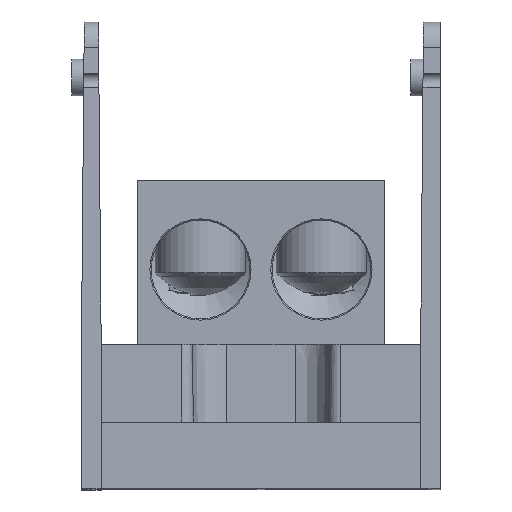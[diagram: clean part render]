
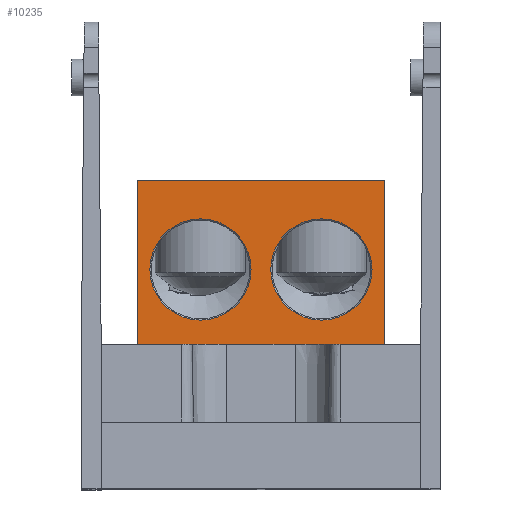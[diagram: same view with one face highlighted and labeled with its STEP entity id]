
A CAD part, top view. The second image highlights one B-rep face of the part: STEP entity #10235.
In plain terms, the highlighted planar face has unit normal (0, 0, 1).
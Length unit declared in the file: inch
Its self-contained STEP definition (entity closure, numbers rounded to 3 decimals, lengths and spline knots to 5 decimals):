
#199 = EDGE_CURVE ( 'NONE', #24694, #24694, #13194, .T. ) ;
#203 = EDGE_CURVE ( 'NONE', #1758, #1758, #2202, .T. ) ;
#209 = EDGE_CURVE ( 'NONE', #23080, #3802, #2174, .T. ) ;
#235 = EDGE_CURVE ( 'NONE', #7985, #3802, #2111, .T. ) ;
#282 = EDGE_CURVE ( 'NONE', #12504, #7985, #6950, .T. ) ;
#449 = DIRECTION ( 'NONE',  ( -1., 0., 0. ) ) ;
#519 = CARTESIAN_POINT ( 'NONE',  ( 0.94, 2.35, 1.25 ) ) ;
#618 = VECTOR ( 'NONE', #18444, 39.37008 ) ;
#938 = ORIENTED_EDGE ( 'NONE', *, *, #199, .T. ) ;
#1758 = VERTEX_POINT ( 'NONE', #10430 ) ;
#1922 = VECTOR ( 'NONE', #20018, 39.37008 ) ;
#2079 = VECTOR ( 'NONE', #20859, 39.37008 ) ;
#2111 = LINE ( 'NONE', #19922, #1922 ) ;
#2174 = LINE ( 'NONE', #20185, #2079 ) ;
#2202 = CIRCLE ( 'NONE', #29598, 0.385 ) ;
#3802 = VERTEX_POINT ( 'NONE', #27806 ) ;
#5070 = DIRECTION ( 'NONE',  ( -1., 0., 0. ) ) ;
#5103 = DIRECTION ( 'NONE',  ( 0., 0., -1. ) ) ;
#5109 = CARTESIAN_POINT ( 'NONE',  ( 0.94, 1.1, 1.25 ) ) ;
#5581 = PLANE ( 'NONE',  #18497 ) ;
#6950 = LINE ( 'NONE', #18851, #618 ) ;
#7985 = VERTEX_POINT ( 'NONE', #16928 ) ;
#8896 = CARTESIAN_POINT ( 'NONE',  ( 0.94, 2.35, 1.25 ) ) ;
#9551 = CARTESIAN_POINT ( 'NONE',  ( -0.94, 2.35, 1.25 ) ) ;
#10235 = ADVANCED_FACE ( 'NONE', ( #14904, #15119, #14989 ), #5581, .F. ) ;
#10430 = CARTESIAN_POINT ( 'NONE',  ( -0.845, 1.67, 1.25 ) ) ;
#10462 = CARTESIAN_POINT ( 'NONE',  ( 0.075, 1.67, 1.25 ) ) ;
#10665 = VECTOR ( 'NONE', #449, 39.37008 ) ;
#10759 = LINE ( 'NONE', #519, #10665 ) ;
#10977 = ORIENTED_EDGE ( 'NONE', *, *, #203, .T. ) ;
#12504 = VERTEX_POINT ( 'NONE', #8896 ) ;
#13194 = CIRCLE ( 'NONE', #29676, 0.385 ) ;
#14370 = ORIENTED_EDGE ( 'NONE', *, *, #235, .F. ) ;
#14467 = ORIENTED_EDGE ( 'NONE', *, *, #282, .F. ) ;
#14904 = FACE_BOUND ( 'NONE', #16486, .T. ) ;
#14989 = FACE_OUTER_BOUND ( 'NONE', #27420, .T. ) ;
#15119 = FACE_BOUND ( 'NONE', #26279, .T. ) ;
#15845 = ORIENTED_EDGE ( 'NONE', *, *, #19180, .T. ) ;
#16486 = EDGE_LOOP ( 'NONE', ( #938 ) ) ;
#16928 = CARTESIAN_POINT ( 'NONE',  ( 0.94, 1.1, 1.25 ) ) ;
#18444 = DIRECTION ( 'NONE',  ( 0., -1., 0. ) ) ;
#18497 = AXIS2_PLACEMENT_3D ( 'NONE', #5109, #5103, #5070 ) ;
#18851 = CARTESIAN_POINT ( 'NONE',  ( 0.94, 1.1, 1.25 ) ) ;
#19180 = EDGE_CURVE ( 'NONE', #12504, #23080, #10759, .T. ) ;
#19922 = CARTESIAN_POINT ( 'NONE',  ( 0.94, 1.1, 1.25 ) ) ;
#20018 = DIRECTION ( 'NONE',  ( -1., 0., 0. ) ) ;
#20185 = CARTESIAN_POINT ( 'NONE',  ( -0.94, 1.1, 1.25 ) ) ;
#20317 = DIRECTION ( 'NONE',  ( -1., 0., 0. ) ) ;
#20424 = DIRECTION ( 'NONE',  ( 0., 0., -1. ) ) ;
#20455 = CARTESIAN_POINT ( 'NONE',  ( -0.46, 1.67, 1.25 ) ) ;
#20594 = DIRECTION ( 'NONE',  ( -1., 0., 0. ) ) ;
#20618 = DIRECTION ( 'NONE',  ( 0., 0., -1. ) ) ;
#20687 = CARTESIAN_POINT ( 'NONE',  ( 0.46, 1.67, 1.25 ) ) ;
#20859 = DIRECTION ( 'NONE',  ( 0., -1., 0. ) ) ;
#23080 = VERTEX_POINT ( 'NONE', #9551 ) ;
#24694 = VERTEX_POINT ( 'NONE', #10462 ) ;
#26279 = EDGE_LOOP ( 'NONE', ( #10977 ) ) ;
#26312 = ORIENTED_EDGE ( 'NONE', *, *, #209, .T. ) ;
#27420 = EDGE_LOOP ( 'NONE', ( #26312, #14370, #14467, #15845 ) ) ;
#27806 = CARTESIAN_POINT ( 'NONE',  ( -0.94, 1.1, 1.25 ) ) ;
#29598 = AXIS2_PLACEMENT_3D ( 'NONE', #20455, #20424, #20317 ) ;
#29676 = AXIS2_PLACEMENT_3D ( 'NONE', #20687, #20618, #20594 ) ;
